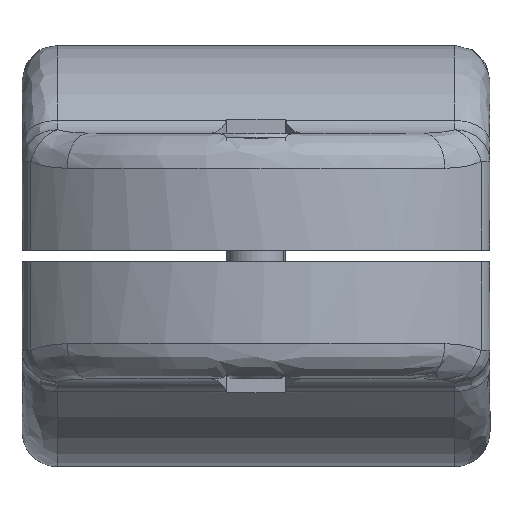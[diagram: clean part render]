
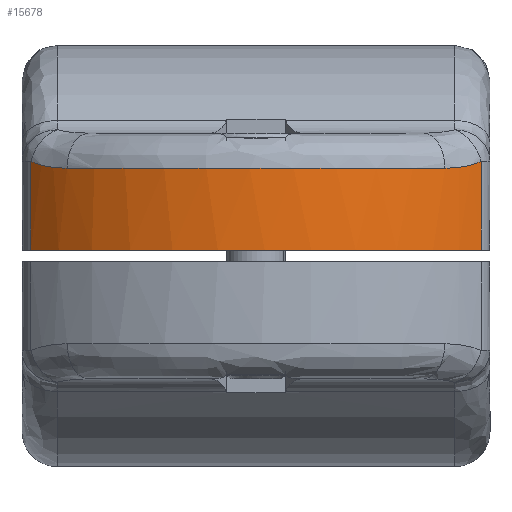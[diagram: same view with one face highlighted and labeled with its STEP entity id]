
A CAD part, left-side view. The second image highlights one B-rep face of the part: STEP entity #15678.
In plain terms, the highlighted free-form (B-spline) face has degree [3, 1] with [4, 2] control points.
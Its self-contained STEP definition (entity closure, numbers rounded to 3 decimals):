
#148 = CARTESIAN_POINT ( 'NONE',  ( 7.5, -16.147, 18.436 ) ) ;
#356 = CARTESIAN_POINT ( 'NONE',  ( 8.076, -19.24, 15.516 ) ) ;
#385 = CARTESIAN_POINT ( 'NONE',  ( 7.692, -18.416, 16.442 ) ) ;
#427 = CARTESIAN_POINT ( 'NONE',  ( 7.5, -16.147, 18.436 ) ) ;
#829 = EDGE_CURVE ( 'NONE', #17577, #17232, #9647, .T. ) ;
#833 = EDGE_CURVE ( 'NONE', #17577, #17425, #3836, .T. ) ;
#837 = EDGE_CURVE ( 'NONE', #3701, #17425, #17620, .T. ) ;
#1054 = B_SPLINE_CURVE_WITH_KNOTS ( 'NONE', 3,
 ( #356, #385, #11943, #148 ),
 .UNSPECIFIED., .F., .F.,
 ( 4, 4 ),
 ( 0., 1. ),
 .UNSPECIFIED. ) ;
#1797 = ORIENTED_EDGE ( 'NONE', *, *, #829, .F. ) ;
#1845 = VERTEX_POINT ( 'NONE', #8028 ) ;
#2630 = CARTESIAN_POINT ( 'NONE',  ( 0.5, 19.24, 15.516 ) ) ;
#3307 = CARTESIAN_POINT ( 'NONE',  ( 0.5, -19.24, 15.516 ) ) ;
#3701 = VERTEX_POINT ( 'NONE', #15715 ) ;
#3836 =( BOUNDED_CURVE ( )  B_SPLINE_CURVE ( 3, ( #4752, #4755, #4780, #4707 ),
 .UNSPECIFIED., .F., .F. ) 
 B_SPLINE_CURVE_WITH_KNOTS ( ( 4, 4 ),
 ( 0., 0.043 ),
 .UNSPECIFIED. ) 
 CURVE ( )  GEOMETRIC_REPRESENTATION_ITEM ( )  RATIONAL_B_SPLINE_CURVE ( ( 1., 0.764, 0.764, 1. ) ) 
 REPRESENTATION_ITEM ( '' )  );
#4358 = CARTESIAN_POINT ( 'NONE',  ( 8.076, 19.24, 15.516 ) ) ;
#4420 = CARTESIAN_POINT ( 'NONE',  ( 8.076, 19.24, 15.516 ) ) ;
#4465 = CARTESIAN_POINT ( 'NONE',  ( 7.692, 18.416, 16.442 ) ) ;
#4687 = CARTESIAN_POINT ( 'NONE',  ( 7.5, 16.147, 18.436 ) ) ;
#4707 = CARTESIAN_POINT ( 'NONE',  ( 0.5, -19.24, 15.516 ) ) ;
#4728 = DIRECTION ( 'NONE',  ( -1., 0., 0. ) ) ;
#4752 = CARTESIAN_POINT ( 'NONE',  ( 0.5, 19.24, 15.516 ) ) ;
#4754 = CARTESIAN_POINT ( 'NONE',  ( 7.5, 17.407, 17.436 ) ) ;
#4755 = CARTESIAN_POINT ( 'NONE',  ( 0.5, 8.391, 27.7 ) ) ;
#4780 = CARTESIAN_POINT ( 'NONE',  ( 0.5, -8.391, 27.7 ) ) ;
#4952 = DIRECTION ( 'NONE',  ( 1., 0., 0. ) ) ;
#5074 = CARTESIAN_POINT ( 'NONE',  ( 5.691, -19.24, 15.516 ) ) ;
#5274 = ORIENTED_EDGE ( 'NONE', *, *, #7130, .T. ) ;
#5308 = CARTESIAN_POINT ( 'NONE',  ( 5.691, 19.24, 15.516 ) ) ;
#5958 = ORIENTED_EDGE ( 'NONE', *, *, #7220, .T. ) ;
#6875 = VERTEX_POINT ( 'NONE', #15467 ) ;
#7130 = EDGE_CURVE ( 'NONE', #6875, #17232, #18211, .T. ) ;
#7215 = EDGE_CURVE ( 'NONE', #3701, #1845, #1054, .T. ) ;
#7220 = EDGE_CURVE ( 'NONE', #1845, #6875, #15972, .T. ) ;
#8028 = CARTESIAN_POINT ( 'NONE',  ( 7.5, -16.147, 18.436 ) ) ;
#9331 = VECTOR ( 'NONE', #4728, 1000. ) ;
#9647 = LINE ( 'NONE', #5308, #17388 ) ;
#11029 = ORIENTED_EDGE ( 'NONE', *, *, #837, .F. ) ;
#11577 = EDGE_LOOP ( 'NONE', ( #12157, #5958, #5274, #1797, #18944, #11029 ) ) ;
#11943 = CARTESIAN_POINT ( 'NONE',  ( 7.5, -17.407, 17.436 ) ) ;
#12157 = ORIENTED_EDGE ( 'NONE', *, *, #7215, .T. ) ;
#13548 =( BOUNDED_SURFACE ( )  B_SPLINE_SURFACE ( 3, 1, ( 
 ( #16139, #16057 ),
 ( #16055, #16042 ),
 ( #16021, #16018 ),
 ( #16002, #16000 ) ),
 .UNSPECIFIED., .F., .F., .T. ) 
 B_SPLINE_SURFACE_WITH_KNOTS ( ( 4, 4 ),
 ( 2, 2 ),
 ( 0., 1. ),
 ( 0., 1. ),
 .UNSPECIFIED. ) 
 GEOMETRIC_REPRESENTATION_ITEM ( )  RATIONAL_B_SPLINE_SURFACE ( (
 ( 1., 1.),
 ( 0.764, 0.764),
 ( 0.764, 0.764),
 ( 1., 1.) ) ) 
 REPRESENTATION_ITEM ( '' )  SURFACE ( )  );
#15467 = CARTESIAN_POINT ( 'NONE',  ( 7.5, 16.147, 18.436 ) ) ;
#15678 = ADVANCED_FACE ( 'NONE', ( #17774 ), #13548, .T. ) ;
#15715 = CARTESIAN_POINT ( 'NONE',  ( 8.076, -19.24, 15.516 ) ) ;
#15972 =( BOUNDED_CURVE ( )  B_SPLINE_CURVE ( 3, ( #427, #18975, #18441, #18391 ),
 .UNSPECIFIED., .F., .F. ) 
 B_SPLINE_CURVE_WITH_KNOTS ( ( 4, 4 ),
 ( 0., 1. ),
 .UNSPECIFIED. ) 
 CURVE ( )  GEOMETRIC_REPRESENTATION_ITEM ( )  RATIONAL_B_SPLINE_CURVE ( ( 0.931, 0.787, 0.787, 0.931 ) ) 
 REPRESENTATION_ITEM ( '' )  );
#16000 = CARTESIAN_POINT ( 'NONE',  ( 8.121, -19.24, 15.516 ) ) ;
#16002 = CARTESIAN_POINT ( 'NONE',  ( 0.5, -19.24, 15.516 ) ) ;
#16018 = CARTESIAN_POINT ( 'NONE',  ( 8.121, -8.391, 27.7 ) ) ;
#16021 = CARTESIAN_POINT ( 'NONE',  ( 0.5, -8.391, 27.7 ) ) ;
#16042 = CARTESIAN_POINT ( 'NONE',  ( 8.121, 8.391, 27.7 ) ) ;
#16055 = CARTESIAN_POINT ( 'NONE',  ( 0.5, 8.391, 27.7 ) ) ;
#16057 = CARTESIAN_POINT ( 'NONE',  ( 8.121, 19.24, 15.516 ) ) ;
#16139 = CARTESIAN_POINT ( 'NONE',  ( 0.5, 19.24, 15.516 ) ) ;
#17232 = VERTEX_POINT ( 'NONE', #4358 ) ;
#17388 = VECTOR ( 'NONE', #4952, 1000. ) ;
#17425 = VERTEX_POINT ( 'NONE', #3307 ) ;
#17577 = VERTEX_POINT ( 'NONE', #2630 ) ;
#17620 = LINE ( 'NONE', #5074, #9331 ) ;
#17774 = FACE_OUTER_BOUND ( 'NONE', #11577, .T. ) ;
#18211 = B_SPLINE_CURVE_WITH_KNOTS ( 'NONE', 3,
 ( #4687, #4754, #4465, #4420 ),
 .UNSPECIFIED., .F., .F.,
 ( 4, 4 ),
 ( 0., 1. ),
 .UNSPECIFIED. ) ;
#18391 = CARTESIAN_POINT ( 'NONE',  ( 7.5, 16.147, 18.436 ) ) ;
#18441 = CARTESIAN_POINT ( 'NONE',  ( 7.5, 6.366, 26.194 ) ) ;
#18944 = ORIENTED_EDGE ( 'NONE', *, *, #833, .T. ) ;
#18975 = CARTESIAN_POINT ( 'NONE',  ( 7.5, -6.366, 26.194 ) ) ;
